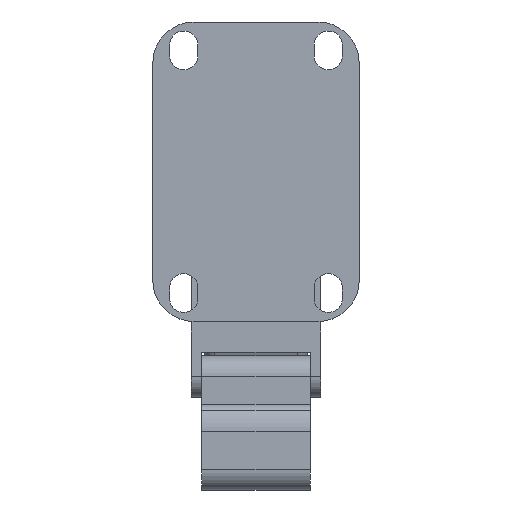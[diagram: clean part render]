
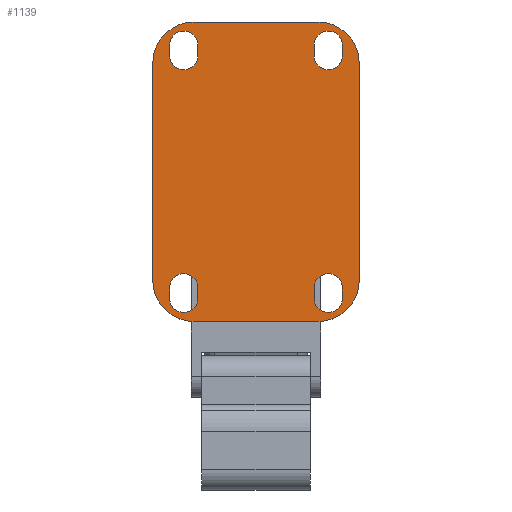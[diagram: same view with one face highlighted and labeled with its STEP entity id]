
A CAD part, top view. The second image highlights one B-rep face of the part: STEP entity #1139.
In plain terms, the highlighted planar face has unit normal (0, 0, 1).
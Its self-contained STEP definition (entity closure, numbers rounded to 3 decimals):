
#869=CARTESIAN_POINT('',(-0.75,-1.812,5.13));
#870=VERTEX_POINT('',#869);
#871=CARTESIAN_POINT('',(-1.25,-1.312,5.13));
#872=VERTEX_POINT('',#871);
#873=CARTESIAN_POINT('',(-0.75,-1.312,5.13));
#874=DIRECTION('',(0.0,0.0,-1.0));
#875=DIRECTION('',(-0.707,-0.707,0.0));
#876=AXIS2_PLACEMENT_3D('',#873,#874,#875);
#877=CIRCLE('',#876,0.5);
#878=EDGE_CURVE('',#870,#872,#877,.T.);
#912=CARTESIAN_POINT('',(-1.25,1.312,5.13));
#913=VERTEX_POINT('',#912);
#914=CARTESIAN_POINT('',(-1.25,-1.312,5.13));
#915=DIRECTION('',(0.0,1.0,0.0));
#916=VECTOR('',#915,2.625);
#917=LINE('',#914,#916);
#918=EDGE_CURVE('',#872,#913,#917,.T.);
#937=CARTESIAN_POINT('',(1.25,-1.812,5.13));
#938=DIRECTION('',(0.0,0.0,-1.0));
#939=DIRECTION('',(1.0,0.0,0.0));
#940=AXIS2_PLACEMENT_3D('',#937,#938,#939);
#941=PLANE('',#940);
#942=ORIENTED_EDGE('',*,*,#878,.F.);
#943=CARTESIAN_POINT('',(0.75,-1.812,5.13));
#944=VERTEX_POINT('',#943);
#945=CARTESIAN_POINT('',(0.75,-1.812,5.13));
#946=DIRECTION('',(-1.0,0.0,0.0));
#947=VECTOR('',#946,1.5);
#948=LINE('',#945,#947);
#949=EDGE_CURVE('',#944,#870,#948,.T.);
#950=ORIENTED_EDGE('',*,*,#949,.F.);
#951=CARTESIAN_POINT('',(1.25,-1.312,5.13));
#952=VERTEX_POINT('',#951);
#953=CARTESIAN_POINT('',(0.75,-1.312,5.13));
#954=DIRECTION('',(0.0,0.0,-1.0));
#955=DIRECTION('',(0.707,-0.707,0.0));
#956=AXIS2_PLACEMENT_3D('',#953,#954,#955);
#957=CIRCLE('',#956,0.5);
#958=EDGE_CURVE('',#952,#944,#957,.T.);
#959=ORIENTED_EDGE('',*,*,#958,.F.);
#960=CARTESIAN_POINT('',(1.25,1.312,5.13));
#961=VERTEX_POINT('',#960);
#962=CARTESIAN_POINT('',(1.25,1.312,5.13));
#963=DIRECTION('',(0.0,-1.0,0.0));
#964=VECTOR('',#963,2.625);
#965=LINE('',#962,#964);
#966=EDGE_CURVE('',#961,#952,#965,.T.);
#967=ORIENTED_EDGE('',*,*,#966,.F.);
#968=CARTESIAN_POINT('',(0.75,1.812,5.13));
#969=VERTEX_POINT('',#968);
#970=CARTESIAN_POINT('',(0.75,1.312,5.13));
#971=DIRECTION('',(0.0,0.0,-1.0));
#972=DIRECTION('',(0.707,0.707,0.0));
#973=AXIS2_PLACEMENT_3D('',#970,#971,#972);
#974=CIRCLE('',#973,0.5);
#975=EDGE_CURVE('',#969,#961,#974,.T.);
#976=ORIENTED_EDGE('',*,*,#975,.F.);
#977=CARTESIAN_POINT('',(-0.75,1.812,5.13));
#978=VERTEX_POINT('',#977);
#979=CARTESIAN_POINT('',(-0.75,1.812,5.13));
#980=DIRECTION('',(1.0,0.0,0.0));
#981=VECTOR('',#980,1.5);
#982=LINE('',#979,#981);
#983=EDGE_CURVE('',#978,#969,#982,.T.);
#984=ORIENTED_EDGE('',*,*,#983,.F.);
#985=CARTESIAN_POINT('',(-0.75,1.312,5.13));
#986=DIRECTION('',(0.0,0.0,-1.0));
#987=DIRECTION('',(-0.707,0.707,0.0));
#988=AXIS2_PLACEMENT_3D('',#985,#986,#987);
#989=CIRCLE('',#988,0.5);
#990=EDGE_CURVE('',#913,#978,#989,.T.);
#991=ORIENTED_EDGE('',*,*,#990,.F.);
#992=ORIENTED_EDGE('',*,*,#918,.F.);
#993=EDGE_LOOP('',(#942,#950,#959,#967,#976,#984,#991,#992));
#994=FACE_OUTER_BOUND('',#993,.T.);
#995=CARTESIAN_POINT('',(0.703,-1.531,5.13));
#996=VERTEX_POINT('',#995);
#997=CARTESIAN_POINT('',(0.703,-1.406,5.13));
#998=VERTEX_POINT('',#997);
#999=CARTESIAN_POINT('',(0.703,-1.531,5.13));
#1000=DIRECTION('',(0.0,1.0,0.0));
#1001=VECTOR('',#1000,0.125);
#1002=LINE('',#999,#1001);
#1003=EDGE_CURVE('',#996,#998,#1002,.T.);
#1004=ORIENTED_EDGE('',*,*,#1003,.T.);
#1005=CARTESIAN_POINT('',(1.047,-1.406,5.13));
#1006=VERTEX_POINT('',#1005);
#1007=CARTESIAN_POINT('',(0.875,-1.406,5.13));
#1008=DIRECTION('',(0.0,0.0,-1.0));
#1009=DIRECTION('',(0.0,-1.0,0.0));
#1010=AXIS2_PLACEMENT_3D('',#1007,#1008,#1009);
#1011=CIRCLE('',#1010,0.172);
#1012=EDGE_CURVE('',#998,#1006,#1011,.T.);
#1013=ORIENTED_EDGE('',*,*,#1012,.T.);
#1014=CARTESIAN_POINT('',(1.047,-1.531,5.13));
#1015=VERTEX_POINT('',#1014);
#1016=CARTESIAN_POINT('',(1.047,-1.406,5.13));
#1017=DIRECTION('',(0.0,-1.0,0.0));
#1018=VECTOR('',#1017,0.125);
#1019=LINE('',#1016,#1018);
#1020=EDGE_CURVE('',#1006,#1015,#1019,.T.);
#1021=ORIENTED_EDGE('',*,*,#1020,.T.);
#1022=CARTESIAN_POINT('',(0.875,-1.531,5.13));
#1023=DIRECTION('',(0.0,0.0,-1.0));
#1024=DIRECTION('',(0.0,-1.0,0.0));
#1025=AXIS2_PLACEMENT_3D('',#1022,#1023,#1024);
#1026=CIRCLE('',#1025,0.172);
#1027=EDGE_CURVE('',#1015,#996,#1026,.T.);
#1028=ORIENTED_EDGE('',*,*,#1027,.T.);
#1029=EDGE_LOOP('',(#1004,#1013,#1021,#1028));
#1030=FACE_BOUND('',#1029,.T.);
#1031=CARTESIAN_POINT('',(-1.047,-1.531,5.13));
#1032=VERTEX_POINT('',#1031);
#1033=CARTESIAN_POINT('',(-1.047,-1.406,5.13));
#1034=VERTEX_POINT('',#1033);
#1035=CARTESIAN_POINT('',(-1.047,-1.531,5.13));
#1036=DIRECTION('',(0.0,1.0,0.0));
#1037=VECTOR('',#1036,0.125);
#1038=LINE('',#1035,#1037);
#1039=EDGE_CURVE('',#1032,#1034,#1038,.T.);
#1040=ORIENTED_EDGE('',*,*,#1039,.T.);
#1041=CARTESIAN_POINT('',(-0.703,-1.406,5.13));
#1042=VERTEX_POINT('',#1041);
#1043=CARTESIAN_POINT('',(-0.875,-1.406,5.13));
#1044=DIRECTION('',(0.0,0.0,-1.0));
#1045=DIRECTION('',(0.0,-1.0,0.0));
#1046=AXIS2_PLACEMENT_3D('',#1043,#1044,#1045);
#1047=CIRCLE('',#1046,0.172);
#1048=EDGE_CURVE('',#1034,#1042,#1047,.T.);
#1049=ORIENTED_EDGE('',*,*,#1048,.T.);
#1050=CARTESIAN_POINT('',(-0.703,-1.531,5.13));
#1051=VERTEX_POINT('',#1050);
#1052=CARTESIAN_POINT('',(-0.703,-1.406,5.13));
#1053=DIRECTION('',(0.0,-1.0,0.0));
#1054=VECTOR('',#1053,0.125);
#1055=LINE('',#1052,#1054);
#1056=EDGE_CURVE('',#1042,#1051,#1055,.T.);
#1057=ORIENTED_EDGE('',*,*,#1056,.T.);
#1058=CARTESIAN_POINT('',(-0.875,-1.531,5.13));
#1059=DIRECTION('',(0.0,0.0,-1.0));
#1060=DIRECTION('',(0.0,-1.0,0.0));
#1061=AXIS2_PLACEMENT_3D('',#1058,#1059,#1060);
#1062=CIRCLE('',#1061,0.172);
#1063=EDGE_CURVE('',#1051,#1032,#1062,.T.);
#1064=ORIENTED_EDGE('',*,*,#1063,.T.);
#1065=EDGE_LOOP('',(#1040,#1049,#1057,#1064));
#1066=FACE_BOUND('',#1065,.T.);
#1067=CARTESIAN_POINT('',(0.703,1.406,5.13));
#1068=VERTEX_POINT('',#1067);
#1069=CARTESIAN_POINT('',(0.703,1.531,5.13));
#1070=VERTEX_POINT('',#1069);
#1071=CARTESIAN_POINT('',(0.703,1.406,5.13));
#1072=DIRECTION('',(0.0,1.0,0.0));
#1073=VECTOR('',#1072,0.125);
#1074=LINE('',#1071,#1073);
#1075=EDGE_CURVE('',#1068,#1070,#1074,.T.);
#1076=ORIENTED_EDGE('',*,*,#1075,.T.);
#1077=CARTESIAN_POINT('',(1.047,1.531,5.13));
#1078=VERTEX_POINT('',#1077);
#1079=CARTESIAN_POINT('',(0.875,1.531,5.13));
#1080=DIRECTION('',(0.0,0.0,-1.0));
#1081=DIRECTION('',(0.0,-1.0,0.0));
#1082=AXIS2_PLACEMENT_3D('',#1079,#1080,#1081);
#1083=CIRCLE('',#1082,0.172);
#1084=EDGE_CURVE('',#1070,#1078,#1083,.T.);
#1085=ORIENTED_EDGE('',*,*,#1084,.T.);
#1086=CARTESIAN_POINT('',(1.047,1.406,5.13));
#1087=VERTEX_POINT('',#1086);
#1088=CARTESIAN_POINT('',(1.047,1.531,5.13));
#1089=DIRECTION('',(0.0,-1.0,0.0));
#1090=VECTOR('',#1089,0.125);
#1091=LINE('',#1088,#1090);
#1092=EDGE_CURVE('',#1078,#1087,#1091,.T.);
#1093=ORIENTED_EDGE('',*,*,#1092,.T.);
#1094=CARTESIAN_POINT('',(0.875,1.406,5.13));
#1095=DIRECTION('',(0.0,0.0,-1.0));
#1096=DIRECTION('',(0.0,-1.0,0.0));
#1097=AXIS2_PLACEMENT_3D('',#1094,#1095,#1096);
#1098=CIRCLE('',#1097,0.172);
#1099=EDGE_CURVE('',#1087,#1068,#1098,.T.);
#1100=ORIENTED_EDGE('',*,*,#1099,.T.);
#1101=EDGE_LOOP('',(#1076,#1085,#1093,#1100));
#1102=FACE_BOUND('',#1101,.T.);
#1103=CARTESIAN_POINT('',(-1.047,1.406,5.13));
#1104=VERTEX_POINT('',#1103);
#1105=CARTESIAN_POINT('',(-1.047,1.531,5.13));
#1106=VERTEX_POINT('',#1105);
#1107=CARTESIAN_POINT('',(-1.047,1.406,5.13));
#1108=DIRECTION('',(0.0,1.0,0.0));
#1109=VECTOR('',#1108,0.125);
#1110=LINE('',#1107,#1109);
#1111=EDGE_CURVE('',#1104,#1106,#1110,.T.);
#1112=ORIENTED_EDGE('',*,*,#1111,.T.);
#1113=CARTESIAN_POINT('',(-0.703,1.531,5.13));
#1114=VERTEX_POINT('',#1113);
#1115=CARTESIAN_POINT('',(-0.875,1.531,5.13));
#1116=DIRECTION('',(0.0,0.0,-1.0));
#1117=DIRECTION('',(0.0,-1.0,0.0));
#1118=AXIS2_PLACEMENT_3D('',#1115,#1116,#1117);
#1119=CIRCLE('',#1118,0.172);
#1120=EDGE_CURVE('',#1106,#1114,#1119,.T.);
#1121=ORIENTED_EDGE('',*,*,#1120,.T.);
#1122=CARTESIAN_POINT('',(-0.703,1.406,5.13));
#1123=VERTEX_POINT('',#1122);
#1124=CARTESIAN_POINT('',(-0.703,1.531,5.13));
#1125=DIRECTION('',(0.0,-1.0,0.0));
#1126=VECTOR('',#1125,0.125);
#1127=LINE('',#1124,#1126);
#1128=EDGE_CURVE('',#1114,#1123,#1127,.T.);
#1129=ORIENTED_EDGE('',*,*,#1128,.T.);
#1130=CARTESIAN_POINT('',(-0.875,1.406,5.13));
#1131=DIRECTION('',(0.0,0.0,-1.0));
#1132=DIRECTION('',(0.0,-1.0,0.0));
#1133=AXIS2_PLACEMENT_3D('',#1130,#1131,#1132);
#1134=CIRCLE('',#1133,0.172);
#1135=EDGE_CURVE('',#1123,#1104,#1134,.T.);
#1136=ORIENTED_EDGE('',*,*,#1135,.T.);
#1137=EDGE_LOOP('',(#1112,#1121,#1129,#1136));
#1138=FACE_BOUND('',#1137,.T.);
#1139=ADVANCED_FACE('',(#994,#1030,#1066,#1102,#1138),#941,.F.);
